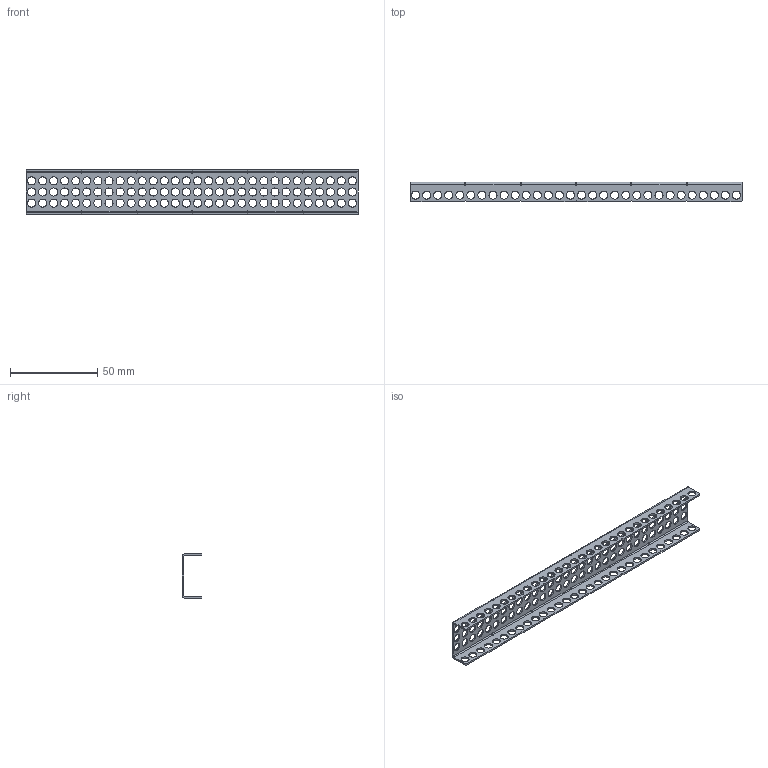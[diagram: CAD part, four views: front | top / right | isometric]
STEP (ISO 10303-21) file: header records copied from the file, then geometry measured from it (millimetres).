
FILE_DESCRIPTION(/* description */ (''),/* implementation_level */ '2;1');
FILE_NAME(/* name */ 'Quarter-Inch Pitch C-Channel, 1x3x1x30 holes.ipt.step',/* time_stamp */ '2020-04-16T23:17:42-04:00',/* author */ ('Jordan'),/* organization */ (''),/* preprocessor_version */ 'ST-DEVELOPER v17',/* originating_system */ 'Autodesk Inventor 2019',/* authorisation */ '');
FILE_SCHEMA (('AUTOMOTIVE_DESIGN { 1 0 10303 214 3 1 1 }'));
Length unit declared in the file: inch
Products named in the file (1): VM-CHAN-131-30 RevA
Bounding box: 190.5 x 11.25 x 25.4 mm (x, y, z)
Volume: 5542.9 mm3; surface area: 14599.3 mm2
Topology: 1 solids, 1 shells, 306 faces, 1176 edges, 852 vertices
Faces by surface type: cylinder 194, plane 72, bspline 40
Full cylindrical faces by diameter (mm): 4.623 x150
Entity records: 13961 total; most frequent: CARTESIAN_POINT 2615, DIRECTION 2478, ORIENTED_EDGE 2352, EDGE_CURVE 1176, AXIS2_PLACEMENT_3D 1035, VERTEX_POINT 852, CIRCLE 728, EDGE_LOOP 606
